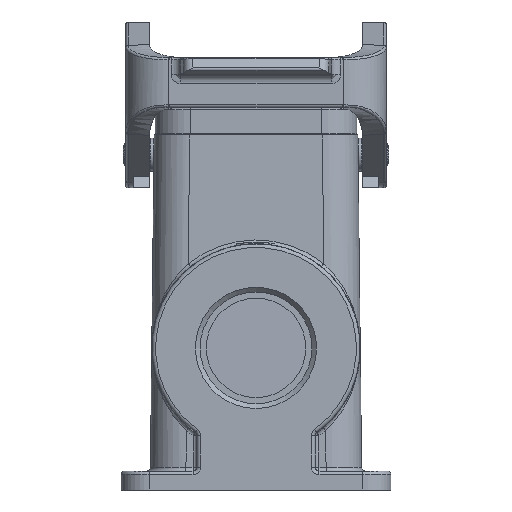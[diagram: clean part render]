
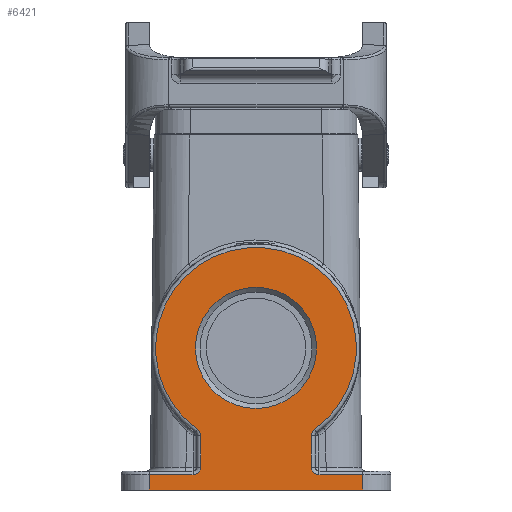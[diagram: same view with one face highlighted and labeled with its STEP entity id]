
A CAD part, left-side view. The second image highlights one B-rep face of the part: STEP entity #6421.
In plain terms, the highlighted planar face has unit normal (-1, 0, 0).
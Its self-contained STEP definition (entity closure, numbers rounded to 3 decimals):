
#5184=FACE_BOUND('',#8860,.T.);
#5185=FACE_BOUND('',#8861,.T.);
#5683=PLANE('',#28122);
#6421=ADVANCED_FACE('',(#5184,#5185),#5683,.T.);
#8860=EDGE_LOOP('',(#11898,#11899,#11900,#11901,#11902,#11903,#11904,#11905,
#11906,#11907,#11908,#11909));
#8861=EDGE_LOOP('',(#11910));
#11898=ORIENTED_EDGE('',*,*,#18063,.T.);
#11899=ORIENTED_EDGE('',*,*,#18064,.T.);
#11900=ORIENTED_EDGE('',*,*,#18065,.T.);
#11901=ORIENTED_EDGE('',*,*,#18066,.T.);
#11902=ORIENTED_EDGE('',*,*,#18067,.T.);
#11903=ORIENTED_EDGE('',*,*,#18068,.T.);
#11904=ORIENTED_EDGE('',*,*,#18069,.T.);
#11905=ORIENTED_EDGE('',*,*,#18070,.T.);
#11906=ORIENTED_EDGE('',*,*,#18071,.T.);
#11907=ORIENTED_EDGE('',*,*,#18072,.T.);
#11908=ORIENTED_EDGE('',*,*,#18073,.T.);
#11909=ORIENTED_EDGE('',*,*,#18074,.F.);
#11910=ORIENTED_EDGE('',*,*,#18075,.T.);
#15896=VERTEX_POINT('',#41634);
#15897=VERTEX_POINT('',#41635);
#15898=VERTEX_POINT('',#41637);
#15899=VERTEX_POINT('',#41639);
#15900=VERTEX_POINT('',#41641);
#15901=VERTEX_POINT('',#41643);
#15902=VERTEX_POINT('',#41645);
#15903=VERTEX_POINT('',#41647);
#15904=VERTEX_POINT('',#41649);
#15905=VERTEX_POINT('',#41651);
#15906=VERTEX_POINT('',#41653);
#15907=VERTEX_POINT('',#41655);
#15908=VERTEX_POINT('',#41658);
#18063=EDGE_CURVE('',#15896,#15897,#22852,.T.);
#18064=EDGE_CURVE('',#15897,#15898,#22853,.T.);
#18065=EDGE_CURVE('',#15898,#15899,#19684,.T.);
#18066=EDGE_CURVE('',#15899,#15900,#22854,.T.);
#18067=EDGE_CURVE('',#15900,#15901,#19685,.T.);
#18068=EDGE_CURVE('',#15901,#15902,#19686,.T.);
#18069=EDGE_CURVE('',#15902,#15903,#19687,.T.);
#18070=EDGE_CURVE('',#15903,#15904,#22855,.T.);
#18071=EDGE_CURVE('',#15904,#15905,#19688,.T.);
#18072=EDGE_CURVE('',#15905,#15906,#22856,.T.);
#18073=EDGE_CURVE('',#15906,#15907,#22857,.T.);
#18074=EDGE_CURVE('',#15896,#15907,#22858,.T.);
#18075=EDGE_CURVE('',#15908,#15908,#19689,.T.);
#19684=CIRCLE('',#28116,1.6);
#19685=CIRCLE('',#28117,1.6);
#19686=CIRCLE('',#28118,21.2);
#19687=CIRCLE('',#28119,1.6);
#19688=CIRCLE('',#28120,1.6);
#19689=CIRCLE('',#28121,12.8);
#22852=LINE('',#41633,#24675);
#22853=LINE('',#41636,#24676);
#22854=LINE('',#41640,#24677);
#22855=LINE('',#41648,#24678);
#22856=LINE('',#41652,#24679);
#22857=LINE('',#41654,#24680);
#22858=LINE('',#41656,#24681);
#24675=VECTOR('',#31566,1.);
#24676=VECTOR('',#31567,1.);
#24677=VECTOR('',#31570,1.);
#24678=VECTOR('',#31577,1.);
#24679=VECTOR('',#31580,1.);
#24680=VECTOR('',#31581,1.);
#24681=VECTOR('',#31582,1.);
#28116=AXIS2_PLACEMENT_3D('',#41638,#31568,#31569);
#28117=AXIS2_PLACEMENT_3D('',#41642,#31571,#31572);
#28118=AXIS2_PLACEMENT_3D('',#41644,#31573,#31574);
#28119=AXIS2_PLACEMENT_3D('',#41646,#31575,#31576);
#28120=AXIS2_PLACEMENT_3D('',#41650,#31578,#31579);
#28121=AXIS2_PLACEMENT_3D('',#41657,#31583,#31584);
#28122=AXIS2_PLACEMENT_3D('',#41659,#31585,#31586);
#31566=DIRECTION('',(0.,0.,1.));
#31567=DIRECTION('',(0.,1.,0.));
#31568=DIRECTION('',(1.,0.,0.));
#31569=DIRECTION('',(0.,0.,1.));
#31570=DIRECTION('',(0.,0.,1.));
#31571=DIRECTION('',(1.,0.,0.));
#31572=DIRECTION('',(0.,0.,1.));
#31573=DIRECTION('',(-1.,0.,0.));
#31574=DIRECTION('',(0.,0.,1.));
#31575=DIRECTION('',(1.,0.,0.));
#31576=DIRECTION('',(0.,0.,1.));
#31577=DIRECTION('',(0.,0.,-1.));
#31578=DIRECTION('',(1.,0.,0.));
#31579=DIRECTION('',(0.,0.,1.));
#31580=DIRECTION('',(0.,1.,0.));
#31581=DIRECTION('',(0.,0.,-1.));
#31582=DIRECTION('',(0.,1.,0.));
#31583=DIRECTION('',(1.,0.,0.));
#31584=DIRECTION('',(0.,0.,-1.));
#31585=DIRECTION('',(-1.,0.,0.));
#31586=DIRECTION('',(0.,0.,1.));
#41633=CARTESIAN_POINT('',(-47.,-22.5,-65.25));
#41634=CARTESIAN_POINT('',(-47.,-22.5,-69.25));
#41635=CARTESIAN_POINT('',(-47.,-22.5,-66.05));
#41636=CARTESIAN_POINT('',(-47.,-28.5,-66.05));
#41637=CARTESIAN_POINT('',(-47.,-13.3,-66.05));
#41638=CARTESIAN_POINT('',(-47.,-13.3,-64.45));
#41639=CARTESIAN_POINT('',(-47.,-11.7,-64.45));
#41640=CARTESIAN_POINT('',(-47.,-11.7,-57.769));
#41641=CARTESIAN_POINT('',(-47.,-11.7,-57.769));
#41642=CARTESIAN_POINT('',(-47.,-13.3,-57.769));
#41643=CARTESIAN_POINT('',(-47.,-12.367,-56.469));
#41644=CARTESIAN_POINT('',(-47.,0.,-39.25));
#41645=CARTESIAN_POINT('',(-47.,12.367,-56.469));
#41646=CARTESIAN_POINT('',(-47.,13.3,-57.769));
#41647=CARTESIAN_POINT('',(-47.,11.7,-57.769));
#41648=CARTESIAN_POINT('',(-47.,11.7,-64.45));
#41649=CARTESIAN_POINT('',(-47.,11.7,-64.45));
#41650=CARTESIAN_POINT('',(-47.,13.3,-64.45));
#41651=CARTESIAN_POINT('',(-47.,13.3,-66.05));
#41652=CARTESIAN_POINT('',(-47.,-28.5,-66.05));
#41653=CARTESIAN_POINT('',(-47.,22.5,-66.05));
#41654=CARTESIAN_POINT('',(-47.,22.5,-69.25));
#41655=CARTESIAN_POINT('',(-47.,22.5,-69.25));
#41656=CARTESIAN_POINT('',(-47.,-28.5,-69.25));
#41657=CARTESIAN_POINT('',(-47.,0.,-39.25));
#41658=CARTESIAN_POINT('',(-47.,0.,-52.05));
#41659=CARTESIAN_POINT('',(-47.,-28.5,-69.25));
